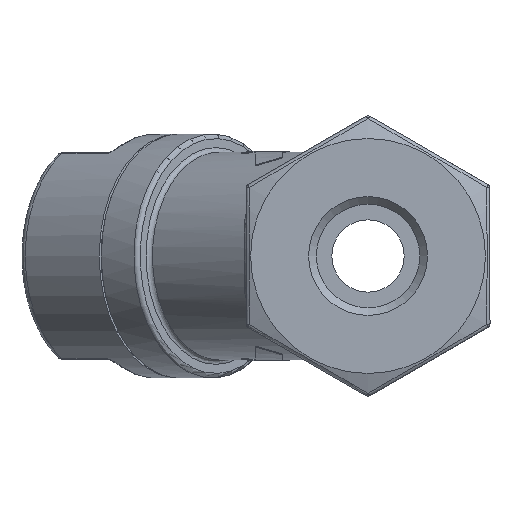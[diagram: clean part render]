
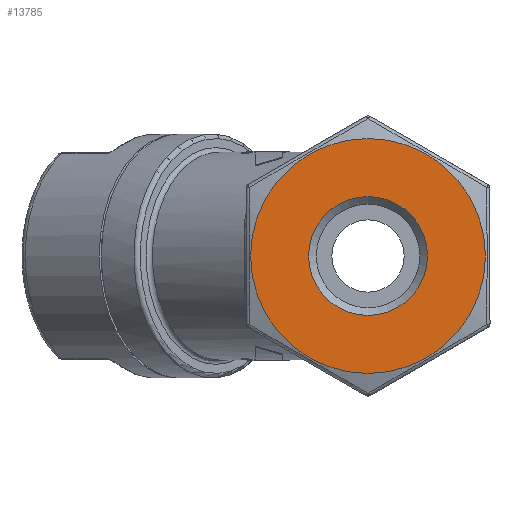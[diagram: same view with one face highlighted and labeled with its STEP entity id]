
A CAD part, left-side view. The second image highlights one B-rep face of the part: STEP entity #13785.
In plain terms, the highlighted planar face has unit normal (-1, 0, 0).
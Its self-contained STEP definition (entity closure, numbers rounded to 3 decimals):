
#2774 = CARTESIAN_POINT ( 'NONE',  ( 0., 0., 0. ) ) ;
#2775 = DIRECTION ( 'NONE',  ( 1., 0., 0. ) ) ;
#2776 = DIRECTION ( 'NONE',  ( 0., 0., -1. ) ) ;
#2778 = CARTESIAN_POINT ( 'NONE',  ( 0., 0., 0. ) ) ;
#2779 = DIRECTION ( 'NONE',  ( -1., 0., 0. ) ) ;
#2780 = DIRECTION ( 'NONE',  ( 0., 0., 1. ) ) ;
#3464 = FACE_BOUND ( 'NONE', #29456, .T. ) ;
#3489 = FACE_OUTER_BOUND ( 'NONE', #29454, .T. ) ;
#3493 = PLANE ( 'NONE',  #6370 ) ;
#3510 = CARTESIAN_POINT ( 'NONE',  ( 0., 0., 0. ) ) ;
#3512 = DIRECTION ( 'NONE',  ( 1., 0., 0. ) ) ;
#3513 = DIRECTION ( 'NONE',  ( 0., 0., -1. ) ) ;
#6370 = AXIS2_PLACEMENT_3D ( 'NONE', #3510, #3512, #3513 ) ;
#8954 = CIRCLE ( 'NONE', #8956, 13. ) ;
#8955 = AXIS2_PLACEMENT_3D ( 'NONE', #2778, #2779, #2780 ) ;
#8956 = AXIS2_PLACEMENT_3D ( 'NONE', #2774, #2775, #2776 ) ;
#8958 = CIRCLE ( 'NONE', #8955, 6.579 ) ;
#13785 = ADVANCED_FACE ( 'NONE', ( #3489, #3464 ), #3493, .F. ) ;
#29454 = EDGE_LOOP ( 'NONE', ( #29662 ) ) ;
#29456 = EDGE_LOOP ( 'NONE', ( #29663 ) ) ;
#29662 = ORIENTED_EDGE ( 'NONE', *, *, #33930, .F. ) ;
#29663 = ORIENTED_EDGE ( 'NONE', *, *, #33931, .F. ) ;
#33930 = EDGE_CURVE ( 'NONE', #34506, #34506, #8954, .T. ) ;
#33931 = EDGE_CURVE ( 'NONE', #34508, #34508, #8958, .T. ) ;
#34506 = VERTEX_POINT ( 'NONE', #34509 ) ;
#34508 = VERTEX_POINT ( 'NONE', #34511 ) ;
#34509 = CARTESIAN_POINT ( 'NONE',  ( 0., 0., -13. ) ) ;
#34511 = CARTESIAN_POINT ( 'NONE',  ( 0., 0., 6.579 ) ) ;
